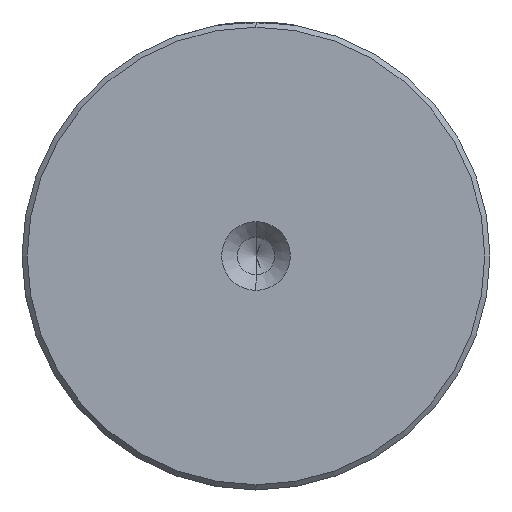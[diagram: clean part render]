
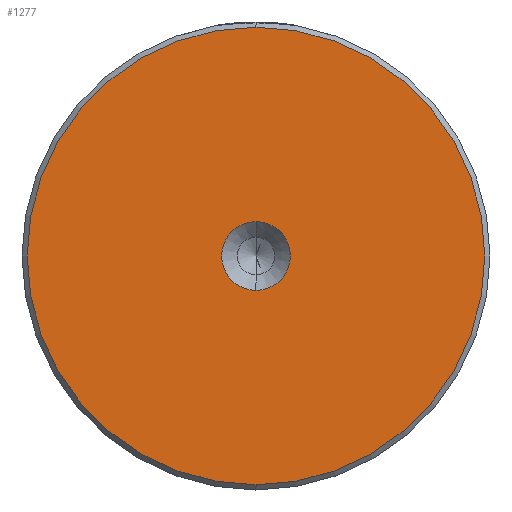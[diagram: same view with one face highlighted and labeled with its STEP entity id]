
A CAD part, left-side view. The second image highlights one B-rep face of the part: STEP entity #1277.
In plain terms, the highlighted planar face has unit normal (-1, 0, 0).
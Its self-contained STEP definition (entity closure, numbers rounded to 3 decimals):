
#9 = EDGE_LOOP ( 'NONE', ( #1980, #1689 ) ) ;
#177 = FACE_BOUND ( 'NONE', #9, .T. ) ;
#237 = FACE_OUTER_BOUND ( 'NONE', #764, .T. ) ;
#276 = EDGE_CURVE ( 'NONE', #1927, #909, #2060, .T. ) ;
#299 = CIRCLE ( 'NONE', #2366, 22. ) ;
#416 = VERTEX_POINT ( 'NONE', #1987 ) ;
#474 = CARTESIAN_POINT ( 'NONE',  ( 0., 0., 0. ) ) ;
#657 = AXIS2_PLACEMENT_3D ( 'NONE', #1305, #1109, #1095 ) ;
#665 = CARTESIAN_POINT ( 'NONE',  ( 0., 0., 0. ) ) ;
#667 = EDGE_CURVE ( 'NONE', #416, #821, #1351, .T. ) ;
#676 = DIRECTION ( 'NONE',  ( 0., 0., 1. ) ) ;
#705 = CARTESIAN_POINT ( 'NONE',  ( 0., 0., 22. ) ) ;
#764 = EDGE_LOOP ( 'NONE', ( #1953, #1282 ) ) ;
#821 = VERTEX_POINT ( 'NONE', #1860 ) ;
#909 = VERTEX_POINT ( 'NONE', #705 ) ;
#935 = DIRECTION ( 'NONE',  ( -1., 0., 0. ) ) ;
#1051 = AXIS2_PLACEMENT_3D ( 'NONE', #665, #1055, #2375 ) ;
#1055 = DIRECTION ( 'NONE',  ( -1., 0., 0. ) ) ;
#1095 = DIRECTION ( 'NONE',  ( 0., 0., 1. ) ) ;
#1109 = DIRECTION ( 'NONE',  ( -1., 0., 0. ) ) ;
#1169 = DIRECTION ( 'NONE',  ( -1., 0., 0. ) ) ;
#1178 = CARTESIAN_POINT ( 'NONE',  ( 0., 0., 0. ) ) ;
#1217 = EDGE_CURVE ( 'NONE', #909, #1927, #299, .T. ) ;
#1277 = ADVANCED_FACE ( 'NONE', ( #237, #177 ), #1289, .T. ) ;
#1282 = ORIENTED_EDGE ( 'NONE', *, *, #1217, .T. ) ;
#1289 = PLANE ( 'NONE',  #1051 ) ;
#1305 = CARTESIAN_POINT ( 'NONE',  ( 0., 0., 0. ) ) ;
#1351 = CIRCLE ( 'NONE', #657, 3.3 ) ;
#1487 = CARTESIAN_POINT ( 'NONE',  ( 0., 0., -22. ) ) ;
#1666 = CIRCLE ( 'NONE', #1986, 3.3 ) ;
#1689 = ORIENTED_EDGE ( 'NONE', *, *, #667, .F. ) ;
#1744 = DIRECTION ( 'NONE',  ( 0., 0., 1. ) ) ;
#1831 = EDGE_CURVE ( 'NONE', #821, #416, #1666, .T. ) ;
#1833 = DIRECTION ( 'NONE',  ( -1., 0., 0. ) ) ;
#1860 = CARTESIAN_POINT ( 'NONE',  ( 0., 0., 3.3 ) ) ;
#1927 = VERTEX_POINT ( 'NONE', #1487 ) ;
#1953 = ORIENTED_EDGE ( 'NONE', *, *, #276, .T. ) ;
#1980 = ORIENTED_EDGE ( 'NONE', *, *, #1831, .F. ) ;
#1986 = AXIS2_PLACEMENT_3D ( 'NONE', #2077, #935, #2262 ) ;
#1987 = CARTESIAN_POINT ( 'NONE',  ( 0., 0., -3.3 ) ) ;
#2039 = AXIS2_PLACEMENT_3D ( 'NONE', #1178, #1169, #1744 ) ;
#2060 = CIRCLE ( 'NONE', #2039, 22. ) ;
#2077 = CARTESIAN_POINT ( 'NONE',  ( 0., 0., 0. ) ) ;
#2262 = DIRECTION ( 'NONE',  ( 0., 0., 1. ) ) ;
#2366 = AXIS2_PLACEMENT_3D ( 'NONE', #474, #1833, #676 ) ;
#2375 = DIRECTION ( 'NONE',  ( 0., 0., 1. ) ) ;
